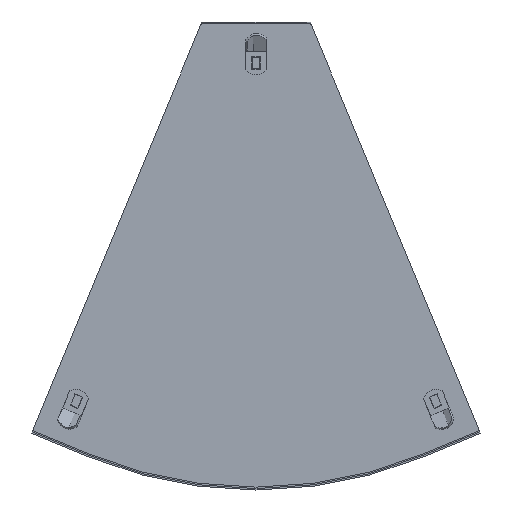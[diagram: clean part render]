
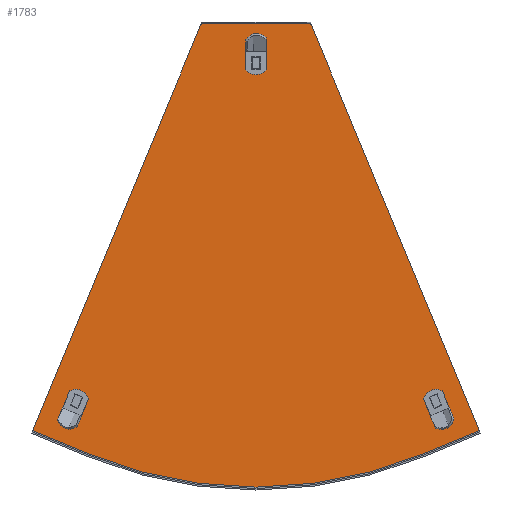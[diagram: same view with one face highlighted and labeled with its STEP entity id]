
A CAD part, front view. The second image highlights one B-rep face of the part: STEP entity #1783.
In plain terms, the highlighted planar face has unit normal (0, -1, 0).
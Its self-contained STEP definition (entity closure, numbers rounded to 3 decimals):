
#11 = CARTESIAN_POINT ( 'NONE',  ( -122.664, -1., -270.386 ) ) ;
#29 = ORIENTED_EDGE ( 'NONE', *, *, #2662, .F. ) ;
#30 = AXIS2_PLACEMENT_3D ( 'NONE', #2314, #344, #559 ) ;
#55 = CARTESIAN_POINT ( 'NONE',  ( -37.278, -1., -12.27 ) ) ;
#60 = VERTEX_POINT ( 'NONE', #2693 ) ;
#62 = VERTEX_POINT ( 'NONE', #103 ) ;
#79 = PLANE ( 'NONE',  #1250 ) ;
#81 = CARTESIAN_POINT ( 'NONE',  ( 37.399, -1., -12.621 ) ) ;
#97 = CARTESIAN_POINT ( 'NONE',  ( 32.25, -1., 0. ) ) ;
#103 = CARTESIAN_POINT ( 'NONE',  ( -37.75, -1., -13.27 ) ) ;
#105 = EDGE_CURVE ( 'NONE', #1686, #60, #1165, .T. ) ;
#107 = EDGE_CURVE ( 'NONE', #2217, #62, #1661, .T. ) ;
#111 = AXIS2_PLACEMENT_3D ( 'NONE', #409, #2387, #1483 ) ;
#113 = EDGE_CURVE ( 'NONE', #486, #1486, #162, .T. ) ;
#162 = CIRCLE ( 'NONE', #946, 6.15 ) ;
#189 = EDGE_LOOP ( 'NONE', ( #1639, #2020 ) ) ;
#246 = DIRECTION ( 'NONE',  ( 0., -1., 0. ) ) ;
#280 = DIRECTION ( 'NONE',  ( 0., 1., 0. ) ) ;
#289 = AXIS2_PLACEMENT_3D ( 'NONE', #1387, #967, #2259 ) ;
#344 = DIRECTION ( 'NONE',  ( 0., -1., 0. ) ) ;
#366 = LINE ( 'NONE', #1913, #2073 ) ;
#370 = ORIENTED_EDGE ( 'NONE', *, *, #1514, .F. ) ;
#392 = FACE_BOUND ( 'NONE', #189, .T. ) ;
#409 = CARTESIAN_POINT ( 'NONE',  ( -122.664, -1., -270.386 ) ) ;
#431 = DIRECTION ( 'NONE',  ( 0., 0., 1. ) ) ;
#435 = VERTEX_POINT ( 'NONE', #1746 ) ;
#438 = B_SPLINE_CURVE_WITH_KNOTS ( 'NONE', 3,
 ( #1410, #1186, #2312, #980, #1637, #2489 ),
 .UNSPECIFIED., .F., .F.,
 ( 4, 2, 4 ),
 ( 0.003, 0.003, 0.004 ),
 .UNSPECIFIED. ) ;
#454 = EDGE_LOOP ( 'NONE', ( #29, #590 ) ) ;
#460 = ORIENTED_EDGE ( 'NONE', *, *, #2765, .T. ) ;
#486 = VERTEX_POINT ( 'NONE', #1055 ) ;
#504 = DIRECTION ( 'NONE',  ( 0.383, 0., -0.924 ) ) ;
#521 = DIRECTION ( 'NONE',  ( 0.383, 0., 0.924 ) ) ;
#559 = DIRECTION ( 'NONE',  ( 0., 0., 1. ) ) ;
#590 = ORIENTED_EDGE ( 'NONE', *, *, #2042, .F. ) ;
#617 = EDGE_LOOP ( 'NONE', ( #2187, #2692 ) ) ;
#661 = DIRECTION ( 'NONE',  ( 0., 1., 0. ) ) ;
#671 = CARTESIAN_POINT ( 'NONE',  ( -114.288, -1., -306.332 ) ) ;
#703 = EDGE_CURVE ( 'NONE', #435, #2780, #2740, .T. ) ;
#704 = VERTEX_POINT ( 'NONE', #671 ) ;
#708 = DIRECTION ( 'NONE',  ( -0.924, 0., 0.383 ) ) ;
#753 = DIRECTION ( 'NONE',  ( 0., 0., 1. ) ) ;
#773 = VERTEX_POINT ( 'NONE', #955 ) ;
#799 = VECTOR ( 'NONE', #504, 1000. ) ;
#866 = CARTESIAN_POINT ( 'NONE',  ( -152.626, -1., -290.443 ) ) ;
#875 = VECTOR ( 'NONE', #1853, 1000. ) ;
#894 = EDGE_CURVE ( 'NONE', #2780, #435, #1203, .T. ) ;
#911 = DIRECTION ( 'NONE',  ( 0., 0., 1. ) ) ;
#930 = DIRECTION ( 'NONE',  ( 0., 0., 1. ) ) ;
#935 = CARTESIAN_POINT ( 'NONE',  ( 37.75, -1., -13.27 ) ) ;
#946 = AXIS2_PLACEMENT_3D ( 'NONE', #2276, #979, #753 ) ;
#951 = CARTESIAN_POINT ( 'NONE',  ( 37.655, -1., -13.112 ) ) ;
#955 = CARTESIAN_POINT ( 'NONE',  ( -122.664, -1., -264.236 ) ) ;
#967 = DIRECTION ( 'NONE',  ( 0., -1., 0. ) ) ;
#970 = FACE_BOUND ( 'NONE', #617, .T. ) ;
#979 = DIRECTION ( 'NONE',  ( 0., -1., 0. ) ) ;
#980 = CARTESIAN_POINT ( 'NONE',  ( -37.399, -1., -12.621 ) ) ;
#1028 = EDGE_LOOP ( 'NONE', ( #1200, #460, #1339, #1274, #1364, #1498, #370, #2302 ) ) ;
#1055 = CARTESIAN_POINT ( 'NONE',  ( 0., -1., -45.45 ) ) ;
#1127 = CARTESIAN_POINT ( 'NONE',  ( 37.278, -1., -12.27 ) ) ;
#1165 = LINE ( 'NONE', #1360, #875 ) ;
#1186 = CARTESIAN_POINT ( 'NONE',  ( -37.655, -1., -13.112 ) ) ;
#1200 = ORIENTED_EDGE ( 'NONE', *, *, #1848, .F. ) ;
#1203 = CIRCLE ( 'NONE', #30, 6.15 ) ;
#1250 = AXIS2_PLACEMENT_3D ( 'NONE', #1599, #280, #930 ) ;
#1257 = AXIS2_PLACEMENT_3D ( 'NONE', #2811, #2809, #431 ) ;
#1274 = ORIENTED_EDGE ( 'NONE', *, *, #1798, .F. ) ;
#1339 = ORIENTED_EDGE ( 'NONE', *, *, #2581, .F. ) ;
#1360 = CARTESIAN_POINT ( 'NONE',  ( 152.626, -1., -290.443 ) ) ;
#1364 = ORIENTED_EDGE ( 'NONE', *, *, #107, .F. ) ;
#1367 = VECTOR ( 'NONE', #521, 1000. ) ;
#1377 = AXIS2_PLACEMENT_3D ( 'NONE', #11, #246, #1741 ) ;
#1387 = CARTESIAN_POINT ( 'NONE',  ( 0., -1., -39.3 ) ) ;
#1410 = CARTESIAN_POINT ( 'NONE',  ( -37.75, -1., -13.27 ) ) ;
#1445 = CIRCLE ( 'NONE', #1916, 298.5 ) ;
#1479 = FACE_OUTER_BOUND ( 'NONE', #1028, .T. ) ;
#1483 = DIRECTION ( 'NONE',  ( 0., 0., 1. ) ) ;
#1486 = VERTEX_POINT ( 'NONE', #2010 ) ;
#1498 = ORIENTED_EDGE ( 'NONE', *, *, #1890, .F. ) ;
#1514 = EDGE_CURVE ( 'NONE', #60, #704, #1445, .T. ) ;
#1599 = CARTESIAN_POINT ( 'NONE',  ( 0., -1., -30.578 ) ) ;
#1602 = CARTESIAN_POINT ( 'NONE',  ( 37.56, -1., -12.953 ) ) ;
#1603 = CARTESIAN_POINT ( 'NONE',  ( -152.626, -1., -290.443 ) ) ;
#1637 = CARTESIAN_POINT ( 'NONE',  ( -37.331, -1., -12.448 ) ) ;
#1639 = ORIENTED_EDGE ( 'NONE', *, *, #894, .F. ) ;
#1661 = LINE ( 'NONE', #1603, #1367 ) ;
#1686 = VERTEX_POINT ( 'NONE', #2743 ) ;
#1705 = VERTEX_POINT ( 'NONE', #2753 ) ;
#1739 = CARTESIAN_POINT ( 'NONE',  ( 0., -1., -30.578 ) ) ;
#1741 = DIRECTION ( 'NONE',  ( 0., 0., 1. ) ) ;
#1746 = CARTESIAN_POINT ( 'NONE',  ( 122.664, -1., -276.536 ) ) ;
#1783 = ADVANCED_FACE ( 'NONE', ( #970, #392, #2097, #1479 ), #79, .F. ) ;
#1798 = EDGE_CURVE ( 'NONE', #62, #2075, #438, .T. ) ;
#1848 = EDGE_CURVE ( 'NONE', #2286, #1686, #2358, .T. ) ;
#1853 = DIRECTION ( 'NONE',  ( -0.924, 0., -0.383 ) ) ;
#1888 = EDGE_CURVE ( 'NONE', #1486, #486, #2624, .T. ) ;
#1890 = EDGE_CURVE ( 'NONE', #704, #2217, #2287, .T. ) ;
#1913 = CARTESIAN_POINT ( 'NONE',  ( 0., -1., -12.27 ) ) ;
#1916 = AXIS2_PLACEMENT_3D ( 'NONE', #1739, #661, #911 ) ;
#2010 = CARTESIAN_POINT ( 'NONE',  ( 0., -1., -33.15 ) ) ;
#2020 = ORIENTED_EDGE ( 'NONE', *, *, #703, .F. ) ;
#2022 = CIRCLE ( 'NONE', #1377, 6.15 ) ;
#2042 = EDGE_CURVE ( 'NONE', #2745, #773, #2022, .T. ) ;
#2052 = CARTESIAN_POINT ( 'NONE',  ( -114.288, -1., -306.332 ) ) ;
#2072 = CARTESIAN_POINT ( 'NONE',  ( -122.664, -1., -276.536 ) ) ;
#2073 = VECTOR ( 'NONE', #2148, 1000. ) ;
#2075 = VERTEX_POINT ( 'NONE', #55 ) ;
#2097 = FACE_BOUND ( 'NONE', #454, .T. ) ;
#2148 = DIRECTION ( 'NONE',  ( 1., 0., 0. ) ) ;
#2165 = CIRCLE ( 'NONE', #111, 6.15 ) ;
#2187 = ORIENTED_EDGE ( 'NONE', *, *, #1888, .F. ) ;
#2217 = VERTEX_POINT ( 'NONE', #866 ) ;
#2259 = DIRECTION ( 'NONE',  ( 0., 0., 1. ) ) ;
#2275 = CARTESIAN_POINT ( 'NONE',  ( 37.331, -1., -12.448 ) ) ;
#2276 = CARTESIAN_POINT ( 'NONE',  ( 0., -1., -39.3 ) ) ;
#2286 = VERTEX_POINT ( 'NONE', #2483 ) ;
#2287 = LINE ( 'NONE', #2052, #2492 ) ;
#2302 = ORIENTED_EDGE ( 'NONE', *, *, #105, .F. ) ;
#2312 = CARTESIAN_POINT ( 'NONE',  ( -37.56, -1., -12.953 ) ) ;
#2314 = CARTESIAN_POINT ( 'NONE',  ( 122.664, -1., -270.386 ) ) ;
#2358 = LINE ( 'NONE', #97, #799 ) ;
#2387 = DIRECTION ( 'NONE',  ( 0., -1., 0. ) ) ;
#2436 = B_SPLINE_CURVE_WITH_KNOTS ( 'NONE', 3,
 ( #935, #951, #1602, #81, #2275, #1127 ),
 .UNSPECIFIED., .F., .F.,
 ( 4, 2, 4 ),
 ( 0.003, 0.003, 0.004 ),
 .UNSPECIFIED. ) ;
#2483 = CARTESIAN_POINT ( 'NONE',  ( 37.75, -1., -13.27 ) ) ;
#2489 = CARTESIAN_POINT ( 'NONE',  ( -37.278, -1., -12.27 ) ) ;
#2492 = VECTOR ( 'NONE', #708, 1000. ) ;
#2581 = EDGE_CURVE ( 'NONE', #2075, #1705, #366, .T. ) ;
#2624 = CIRCLE ( 'NONE', #289, 6.15 ) ;
#2662 = EDGE_CURVE ( 'NONE', #773, #2745, #2165, .T. ) ;
#2691 = CARTESIAN_POINT ( 'NONE',  ( 122.664, -1., -264.236 ) ) ;
#2692 = ORIENTED_EDGE ( 'NONE', *, *, #113, .F. ) ;
#2693 = CARTESIAN_POINT ( 'NONE',  ( 114.288, -1., -306.332 ) ) ;
#2740 = CIRCLE ( 'NONE', #1257, 6.15 ) ;
#2743 = CARTESIAN_POINT ( 'NONE',  ( 152.626, -1., -290.443 ) ) ;
#2745 = VERTEX_POINT ( 'NONE', #2072 ) ;
#2753 = CARTESIAN_POINT ( 'NONE',  ( 37.278, -1., -12.27 ) ) ;
#2765 = EDGE_CURVE ( 'NONE', #2286, #1705, #2436, .T. ) ;
#2780 = VERTEX_POINT ( 'NONE', #2691 ) ;
#2809 = DIRECTION ( 'NONE',  ( 0., -1., 0. ) ) ;
#2811 = CARTESIAN_POINT ( 'NONE',  ( 122.664, -1., -270.386 ) ) ;
